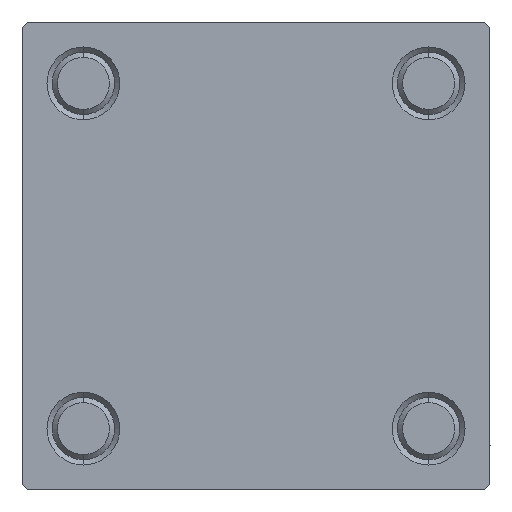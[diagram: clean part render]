
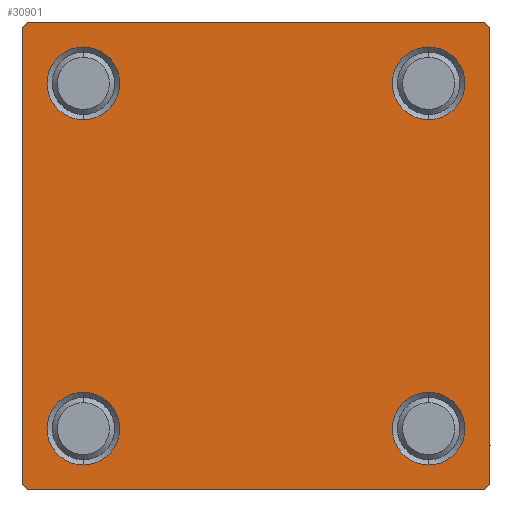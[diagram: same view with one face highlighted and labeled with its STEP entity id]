
A CAD part, left-side view. The second image highlights one B-rep face of the part: STEP entity #30901.
In plain terms, the highlighted planar face has unit normal (-1, 0, 0).
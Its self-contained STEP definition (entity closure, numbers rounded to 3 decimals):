
#820 = AXIS2_PLACEMENT_3D ( 'NONE', #5894, #17323, #44810 ) ;
#1780 = CARTESIAN_POINT ( 'NONE',  ( 0., -22., -22.5 ) ) ;
#1806 = FACE_BOUND ( 'NONE', #14845, .T. ) ;
#1840 = LINE ( 'NONE', #44558, #46484 ) ;
#2580 = CARTESIAN_POINT ( 'NONE',  ( 0., -16.6, -20.1 ) ) ;
#4028 = ORIENTED_EDGE ( 'NONE', *, *, #47228, .T. ) ;
#4059 = VERTEX_POINT ( 'NONE', #17245 ) ;
#4647 = CARTESIAN_POINT ( 'NONE',  ( 0., 16.6, -13.1 ) ) ;
#5313 = CARTESIAN_POINT ( 'NONE',  ( 0., 16.6, -16.6 ) ) ;
#5849 = AXIS2_PLACEMENT_3D ( 'NONE', #47808, #28450, #16256 ) ;
#5855 = FACE_OUTER_BOUND ( 'NONE', #42697, .T. ) ;
#5894 = CARTESIAN_POINT ( 'NONE',  ( 0., -16.6, 16.6 ) ) ;
#6374 = DIRECTION ( 'NONE',  ( 0., 0., 1. ) ) ;
#6563 = CARTESIAN_POINT ( 'NONE',  ( 0., -22., 22.5 ) ) ;
#6953 = EDGE_CURVE ( 'NONE', #42279, #38831, #38751, .T. ) ;
#8020 = VECTOR ( 'NONE', #29143, 1000. ) ;
#8297 = DIRECTION ( 'NONE',  ( 0., -0.707, -0.707 ) ) ;
#8488 = CARTESIAN_POINT ( 'NONE',  ( 0., 22.5, -22. ) ) ;
#8557 = ORIENTED_EDGE ( 'NONE', *, *, #50054, .T. ) ;
#8649 = DIRECTION ( 'NONE',  ( 1., 0., 0. ) ) ;
#8939 = CIRCLE ( 'NONE', #820, 3.5 ) ;
#9123 = EDGE_CURVE ( 'NONE', #43656, #18911, #27915, .T. ) ;
#9151 = AXIS2_PLACEMENT_3D ( 'NONE', #32102, #50002, #15124 ) ;
#10424 = VECTOR ( 'NONE', #23232, 1000. ) ;
#12041 = CARTESIAN_POINT ( 'NONE',  ( 0., 22.5, 22.5 ) ) ;
#12192 = ORIENTED_EDGE ( 'NONE', *, *, #16203, .T. ) ;
#12731 = AXIS2_PLACEMENT_3D ( 'NONE', #5313, #24376, #47787 ) ;
#13627 = CARTESIAN_POINT ( 'NONE',  ( 0., 22., -22.5 ) ) ;
#14423 = CARTESIAN_POINT ( 'NONE',  ( 0., 16.6, 13.1 ) ) ;
#14511 = CARTESIAN_POINT ( 'NONE',  ( 0., -22.25, 22.25 ) ) ;
#14625 = CARTESIAN_POINT ( 'NONE',  ( 0., -16.6, 16.6 ) ) ;
#14845 = EDGE_LOOP ( 'NONE', ( #24630, #22303 ) ) ;
#14925 = EDGE_CURVE ( 'NONE', #41284, #20627, #45822, .T. ) ;
#15124 = DIRECTION ( 'NONE',  ( 0., 0., 1. ) ) ;
#15983 = EDGE_LOOP ( 'NONE', ( #19689, #4028 ) ) ;
#16203 = EDGE_CURVE ( 'NONE', #17770, #4059, #23706, .T. ) ;
#16256 = DIRECTION ( 'NONE',  ( 0., 0., 1. ) ) ;
#16879 = EDGE_CURVE ( 'NONE', #38831, #46462, #1840, .T. ) ;
#17245 = CARTESIAN_POINT ( 'NONE',  ( 0., 16.6, -20.1 ) ) ;
#17286 = FACE_BOUND ( 'NONE', #36381, .T. ) ;
#17323 = DIRECTION ( 'NONE',  ( 1., 0., 0. ) ) ;
#17674 = EDGE_CURVE ( 'NONE', #22814, #36215, #38367, .T. ) ;
#17770 = VERTEX_POINT ( 'NONE', #4647 ) ;
#17799 = EDGE_CURVE ( 'NONE', #29795, #46955, #31066, .T. ) ;
#18343 = ORIENTED_EDGE ( 'NONE', *, *, #35922, .F. ) ;
#18419 = LINE ( 'NONE', #37528, #8020 ) ;
#18911 = VERTEX_POINT ( 'NONE', #31616 ) ;
#19689 = ORIENTED_EDGE ( 'NONE', *, *, #17674, .T. ) ;
#20017 = AXIS2_PLACEMENT_3D ( 'NONE', #48344, #21362, #22347 ) ;
#20041 = CARTESIAN_POINT ( 'NONE',  ( 0., 22.25, 22.25 ) ) ;
#20273 = VECTOR ( 'NONE', #38883, 1000. ) ;
#20627 = VERTEX_POINT ( 'NONE', #6563 ) ;
#21362 = DIRECTION ( 'NONE',  ( -1., 0., 0. ) ) ;
#22303 = ORIENTED_EDGE ( 'NONE', *, *, #29502, .T. ) ;
#22347 = DIRECTION ( 'NONE',  ( 0., 0., 1. ) ) ;
#22814 = VERTEX_POINT ( 'NONE', #25941 ) ;
#23071 = VECTOR ( 'NONE', #8297, 1000. ) ;
#23232 = DIRECTION ( 'NONE',  ( 0., -1., 0. ) ) ;
#23652 = DIRECTION ( 'NONE',  ( 0., 0., 1. ) ) ;
#23706 = CIRCLE ( 'NONE', #5849, 3.5 ) ;
#24376 = DIRECTION ( 'NONE',  ( 1., 0., 0. ) ) ;
#24456 = ORIENTED_EDGE ( 'NONE', *, *, #6953, .T. ) ;
#24630 = ORIENTED_EDGE ( 'NONE', *, *, #28232, .T. ) ;
#24918 = FACE_BOUND ( 'NONE', #50135, .T. ) ;
#24924 = VECTOR ( 'NONE', #35192, 1000. ) ;
#25094 = EDGE_CURVE ( 'NONE', #37267, #42279, #39064, .T. ) ;
#25252 = DIRECTION ( 'NONE',  ( 0., 0., 1. ) ) ;
#25500 = DIRECTION ( 'NONE',  ( 1., 0., 0. ) ) ;
#25659 = FACE_BOUND ( 'NONE', #15983, .T. ) ;
#25690 = CARTESIAN_POINT ( 'NONE',  ( 0., -16.6, -16.6 ) ) ;
#25941 = CARTESIAN_POINT ( 'NONE',  ( 0., -16.6, 20.1 ) ) ;
#26409 = CARTESIAN_POINT ( 'NONE',  ( 0., 22.5, 22.5 ) ) ;
#26560 = CARTESIAN_POINT ( 'NONE',  ( 0., -16.6, 13.1 ) ) ;
#26673 = EDGE_CURVE ( 'NONE', #18911, #37267, #30995, .T. ) ;
#27078 = CARTESIAN_POINT ( 'NONE',  ( 0., 22.25, -22.25 ) ) ;
#27332 = CIRCLE ( 'NONE', #12731, 3.5 ) ;
#27637 = CIRCLE ( 'NONE', #41496, 3.5 ) ;
#27703 = CARTESIAN_POINT ( 'NONE',  ( 0., 16.6, 16.6 ) ) ;
#27915 = LINE ( 'NONE', #20041, #20273 ) ;
#28232 = EDGE_CURVE ( 'NONE', #41655, #39862, #49178, .T. ) ;
#28450 = DIRECTION ( 'NONE',  ( 1., 0., 0. ) ) ;
#28807 = VECTOR ( 'NONE', #34807, 1000. ) ;
#29143 = DIRECTION ( 'NONE',  ( 0., 0., -1. ) ) ;
#29314 = VECTOR ( 'NONE', #37420, 1000. ) ;
#29502 = EDGE_CURVE ( 'NONE', #39862, #41655, #35423, .T. ) ;
#29795 = VERTEX_POINT ( 'NONE', #14423 ) ;
#30901 = ADVANCED_FACE ( 'NONE', ( #25659, #1806, #24918, #17286, #5855 ), #32798, .T. ) ;
#30995 = LINE ( 'NONE', #26409, #28807 ) ;
#31066 = CIRCLE ( 'NONE', #9151, 3.5 ) ;
#31189 = ORIENTED_EDGE ( 'NONE', *, *, #32083, .T. ) ;
#31277 = EDGE_CURVE ( 'NONE', #43656, #20627, #50214, .T. ) ;
#31616 = CARTESIAN_POINT ( 'NONE',  ( 0., 22.5, 22. ) ) ;
#31850 = CARTESIAN_POINT ( 'NONE',  ( 0., 22., 22.5 ) ) ;
#32083 = EDGE_CURVE ( 'NONE', #4059, #17770, #27332, .T. ) ;
#32102 = CARTESIAN_POINT ( 'NONE',  ( 0., 16.6, 16.6 ) ) ;
#32798 = PLANE ( 'NONE',  #20017 ) ;
#32879 = CARTESIAN_POINT ( 'NONE',  ( 0., -16.6, -16.6 ) ) ;
#33455 = DIRECTION ( 'NONE',  ( 0., 0., 1. ) ) ;
#34807 = DIRECTION ( 'NONE',  ( 0., 0., -1. ) ) ;
#35155 = ORIENTED_EDGE ( 'NONE', *, *, #14925, .T. ) ;
#35192 = DIRECTION ( 'NONE',  ( 0., -1., 0. ) ) ;
#35423 = CIRCLE ( 'NONE', #44370, 3.5 ) ;
#35922 = EDGE_CURVE ( 'NONE', #41284, #46462, #18419, .T. ) ;
#36215 = VERTEX_POINT ( 'NONE', #26560 ) ;
#36381 = EDGE_LOOP ( 'NONE', ( #8557, #41366 ) ) ;
#36418 = DIRECTION ( 'NONE',  ( 0., -0.707, 0.707 ) ) ;
#37267 = VERTEX_POINT ( 'NONE', #8488 ) ;
#37420 = DIRECTION ( 'NONE',  ( 0., 0.707, 0.707 ) ) ;
#37528 = CARTESIAN_POINT ( 'NONE',  ( 0., -22.5, 22.5 ) ) ;
#38367 = CIRCLE ( 'NONE', #48943, 3.5 ) ;
#38455 = CARTESIAN_POINT ( 'NONE',  ( 0., 16.6, 20.1 ) ) ;
#38751 = LINE ( 'NONE', #46148, #10424 ) ;
#38831 = VERTEX_POINT ( 'NONE', #1780 ) ;
#38883 = DIRECTION ( 'NONE',  ( 0., 0.707, -0.707 ) ) ;
#39064 = LINE ( 'NONE', #27078, #23071 ) ;
#39862 = VERTEX_POINT ( 'NONE', #2580 ) ;
#40189 = ORIENTED_EDGE ( 'NONE', *, *, #26673, .T. ) ;
#40867 = DIRECTION ( 'NONE',  ( 1., 0., 0. ) ) ;
#41225 = DIRECTION ( 'NONE',  ( 1., 0., 0. ) ) ;
#41284 = VERTEX_POINT ( 'NONE', #43185 ) ;
#41366 = ORIENTED_EDGE ( 'NONE', *, *, #17799, .T. ) ;
#41496 = AXIS2_PLACEMENT_3D ( 'NONE', #27703, #8649, #23652 ) ;
#41655 = VERTEX_POINT ( 'NONE', #43623 ) ;
#42084 = ORIENTED_EDGE ( 'NONE', *, *, #9123, .T. ) ;
#42279 = VERTEX_POINT ( 'NONE', #13627 ) ;
#42697 = EDGE_LOOP ( 'NONE', ( #40189, #48848, #24456, #50131, #18343, #35155, #43533, #42084 ) ) ;
#43185 = CARTESIAN_POINT ( 'NONE',  ( 0., -22.5, 22. ) ) ;
#43533 = ORIENTED_EDGE ( 'NONE', *, *, #31277, .F. ) ;
#43623 = CARTESIAN_POINT ( 'NONE',  ( 0., -16.6, -13.1 ) ) ;
#43656 = VERTEX_POINT ( 'NONE', #31850 ) ;
#44370 = AXIS2_PLACEMENT_3D ( 'NONE', #25690, #41225, #6374 ) ;
#44558 = CARTESIAN_POINT ( 'NONE',  ( 0., -22.25, -22.25 ) ) ;
#44667 = CARTESIAN_POINT ( 'NONE',  ( 0., -22.5, -22. ) ) ;
#44810 = DIRECTION ( 'NONE',  ( 0., 0., 1. ) ) ;
#45822 = LINE ( 'NONE', #14511, #29314 ) ;
#46148 = CARTESIAN_POINT ( 'NONE',  ( 0., 22.5, -22.5 ) ) ;
#46462 = VERTEX_POINT ( 'NONE', #44667 ) ;
#46484 = VECTOR ( 'NONE', #36418, 1000. ) ;
#46955 = VERTEX_POINT ( 'NONE', #38455 ) ;
#47228 = EDGE_CURVE ( 'NONE', #36215, #22814, #8939, .T. ) ;
#47787 = DIRECTION ( 'NONE',  ( 0., 0., 1. ) ) ;
#47808 = CARTESIAN_POINT ( 'NONE',  ( 0., 16.6, -16.6 ) ) ;
#48344 = CARTESIAN_POINT ( 'NONE',  ( 0., 0., 0. ) ) ;
#48405 = AXIS2_PLACEMENT_3D ( 'NONE', #32879, #25500, #25252 ) ;
#48848 = ORIENTED_EDGE ( 'NONE', *, *, #25094, .T. ) ;
#48943 = AXIS2_PLACEMENT_3D ( 'NONE', #14625, #40867, #33455 ) ;
#49178 = CIRCLE ( 'NONE', #48405, 3.5 ) ;
#50002 = DIRECTION ( 'NONE',  ( 1., 0., 0. ) ) ;
#50054 = EDGE_CURVE ( 'NONE', #46955, #29795, #27637, .T. ) ;
#50131 = ORIENTED_EDGE ( 'NONE', *, *, #16879, .T. ) ;
#50135 = EDGE_LOOP ( 'NONE', ( #12192, #31189 ) ) ;
#50214 = LINE ( 'NONE', #12041, #24924 ) ;
